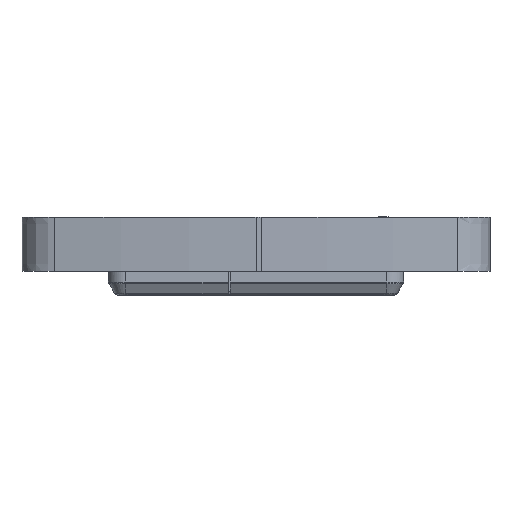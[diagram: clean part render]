
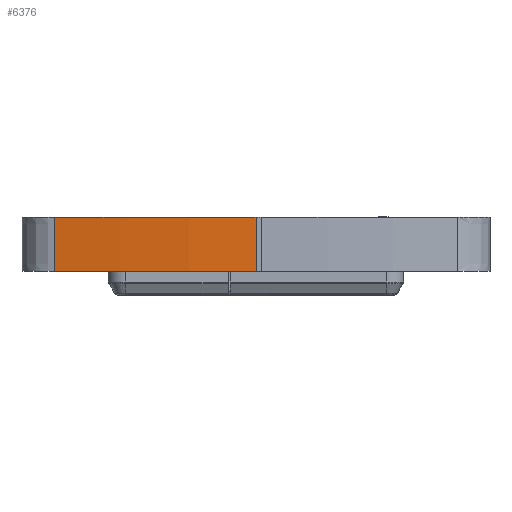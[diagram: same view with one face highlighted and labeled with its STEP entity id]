
A CAD part, front view. The second image highlights one B-rep face of the part: STEP entity #6376.
In plain terms, the highlighted cylindrical face has radius 182.5 mm (diameter 365 mm), a partial arc.
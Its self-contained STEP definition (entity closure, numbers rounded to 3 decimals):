
#610=AXIS2_PLACEMENT_3D('Circle Axis2P3D',#608,#609,$) ;
#3457=AXIS2_PLACEMENT_3D('Circle Axis2P3D',#3455,#3456,$) ;
#6363=AXIS2_PLACEMENT_3D('Cylinder Axis2P3D',#6360,#6361,#6362) ;
#605=CARTESIAN_POINT('Vertex',(4.771,2.436,11.5)) ;
#608=CARTESIAN_POINT('Axis2P3D Location',(34.5,182.498,11.5)) ;
#612=CARTESIAN_POINT('Vertex',(34.5,-0.002,11.5)) ;
#3452=CARTESIAN_POINT('Vertex',(34.5,-0.002,3.5)) ;
#3455=CARTESIAN_POINT('Axis2P3D Location',(34.5,182.498,3.5)) ;
#3459=CARTESIAN_POINT('Vertex',(4.771,2.436,3.5)) ;
#6348=CARTESIAN_POINT('Line Origine',(4.771,2.436,3.5)) ;
#6360=CARTESIAN_POINT('Axis2P3D Location',(34.5,182.498,3.5)) ;
#6365=CARTESIAN_POINT('Line Origine',(34.5,-0.002,3.5)) ;
#609=DIRECTION('Axis2P3D Direction',(0.,0.,-1.)) ;
#3456=DIRECTION('Axis2P3D Direction',(0.,0.,-1.)) ;
#6349=DIRECTION('Vector Direction',(0.,0.,-1.)) ;
#6361=DIRECTION('Axis2P3D Direction',(0.,0.,-1.)) ;
#6362=DIRECTION('Axis2P3D XDirection',(0.,-1.,0.)) ;
#6366=DIRECTION('Vector Direction',(0.,0.,-1.)) ;
#6350=VECTOR('Line Direction',#6349,1.) ;
#6367=VECTOR('Line Direction',#6366,1.) ;
#6371=ORIENTED_EDGE('',*,*,#6369,.F.) ;
#6372=ORIENTED_EDGE('',*,*,#614,.T.) ;
#6373=ORIENTED_EDGE('',*,*,#6352,.F.) ;
#6374=ORIENTED_EDGE('',*,*,#3461,.F.) ;
#6376=ADVANCED_FACE('2584210000_CABTITE FRL 24 10 BK.2\\67127_CABTITE_FRL_24/10_BK.2',(#6375),#6364,.T.) ;
#611=CIRCLE('generated circle',#610,182.5) ;
#3458=CIRCLE('generated circle',#3457,182.5) ;
#6364=CYLINDRICAL_SURFACE('generated cylinder',#6363,182.5) ;
#614=EDGE_CURVE('',#613,#606,#611,.T.) ;
#3461=EDGE_CURVE('',#3453,#3460,#3458,.T.) ;
#6352=EDGE_CURVE('',#3460,#606,#6351,.F.) ;
#6369=EDGE_CURVE('',#613,#3453,#6368,.T.) ;
#6370=EDGE_LOOP('',(#6371,#6372,#6373,#6374)) ;
#6375=FACE_OUTER_BOUND('',#6370,.T.) ;
#6351=LINE('Line',#6348,#6350) ;
#6368=LINE('Line',#6365,#6367) ;
#606=VERTEX_POINT('',#605) ;
#613=VERTEX_POINT('',#612) ;
#3453=VERTEX_POINT('',#3452) ;
#3460=VERTEX_POINT('',#3459) ;
